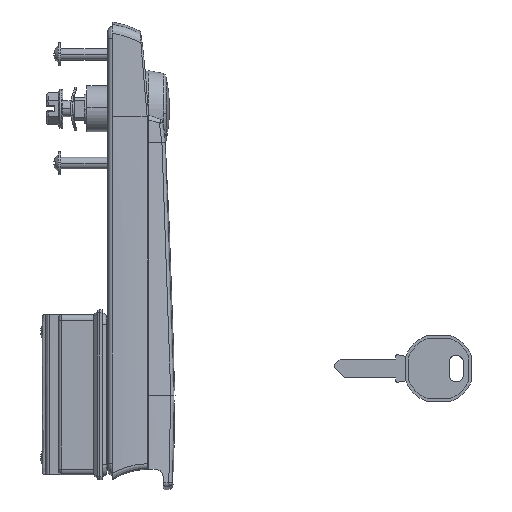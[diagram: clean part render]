
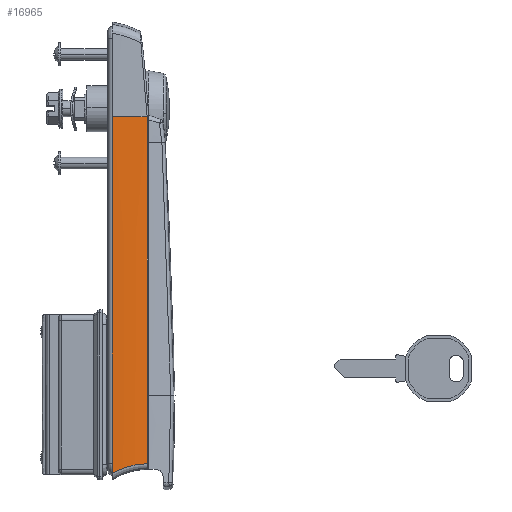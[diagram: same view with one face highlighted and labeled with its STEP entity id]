
A CAD part, left-side view. The second image highlights one B-rep face of the part: STEP entity #16965.
In plain terms, the highlighted free-form (B-spline) face has degree [3, 3] with [4, 4] control points.
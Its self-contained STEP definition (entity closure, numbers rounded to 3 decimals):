
#12515=CARTESIAN_POINT('',(-12.188,15.946,-124.013));
#12516=VERTEX_POINT('',#12515);
#12628=CARTESIAN_POINT('',(-12.188,15.803,-2.741));
#12629=VERTEX_POINT('',#12628);
#12665=CARTESIAN_POINT('',(-12.188,15.803,-2.741));
#12666=VERTEX_POINT('',#12665);
#12676=CARTESIAN_POINT('',(-12.188,15.803,-2.741));
#12677=CARTESIAN_POINT('',(-12.188,15.803,-2.741));
#12678=CARTESIAN_POINT('',(-12.188,15.803,-2.741));
#12679=CARTESIAN_POINT('',(-12.188,15.803,-2.741));
#12680=B_SPLINE_CURVE_WITH_KNOTS('',3,(#12676,#12677,#12678,#12679),.UNSPECIFIED.,.T.,.U.,(4,4),(0.012,1.0),.UNSPECIFIED.);
#12681=EDGE_CURVE('',#12629,#12666,#12680,.T.);
#12706=CARTESIAN_POINT('',(-12.188,15.946,-124.013));
#12707=CARTESIAN_POINT('',(-12.188,15.803,-2.741));
#12708=QUASI_UNIFORM_CURVE('',1,(#12706,#12707),.UNSPECIFIED.,.F.,.U.);
#12709=EDGE_CURVE('',#12516,#12629,#12708,.T.);
#13015=CARTESIAN_POINT('',(0.,17.197,-127.378));
#13016=VERTEX_POINT('',#13015);
#13017=CARTESIAN_POINT('',(0.,17.197,-127.378));
#13018=CARTESIAN_POINT('',(-0.117,17.193,-127.313));
#13019=CARTESIAN_POINT('',(-0.235,17.189,-127.249));
#13020=CARTESIAN_POINT('',(-0.47,17.179,-127.123));
#13021=CARTESIAN_POINT('',(-0.825,17.164,-126.937));
#13022=CARTESIAN_POINT('',(-1.423,17.136,-126.639));
#13023=CARTESIAN_POINT('',(-1.908,17.109,-126.416));
#13024=CARTESIAN_POINT('',(-2.397,17.08,-126.2));
#13025=CARTESIAN_POINT('',(-2.643,17.065,-126.095));
#13026=CARTESIAN_POINT('',(-3.88,16.981,-125.592));
#13027=CARTESIAN_POINT('',(-4.888,16.897,-125.25));
#13028=CARTESIAN_POINT('',(-6.427,16.743,-124.826));
#13029=CARTESIAN_POINT('',(-6.945,16.686,-124.7));
#13030=CARTESIAN_POINT('',(-7.984,16.564,-124.48));
#13031=CARTESIAN_POINT('',(-8.506,16.499,-124.385));
#13032=CARTESIAN_POINT('',(-9.554,16.357,-124.226));
#13033=CARTESIAN_POINT('',(-10.081,16.282,-124.161));
#13034=CARTESIAN_POINT('',(-11.134,16.121,-124.064));
#13035=CARTESIAN_POINT('',(-11.661,16.036,-124.031));
#13036=CARTESIAN_POINT('',(-12.188,15.946,-124.013));
#13037=B_SPLINE_CURVE_WITH_KNOTS('',3,(#13017,#13018,#13019,#13020,#13021,#13022,#13023,#13024,#13025,#13026,#13027,#13028,#13029,#13030,#13031,#13032,#13033,#13034,#13035,#13036),.UNSPECIFIED.,.F.,.U.,(4,2,1,1,2,2,2,2,2,2,4),(0.0,0.031,0.063,0.125,0.187,0.25,0.5,0.625,0.75,0.875,1.0),.UNSPECIFIED.);
#13038=EDGE_CURVE('',#13016,#12516,#13037,.T.);
#16876=CARTESIAN_POINT('',(0.,17.05,-2.741));
#16877=VERTEX_POINT('',#16876);
#16878=CARTESIAN_POINT('',(0.,17.05,-2.741));
#16879=CARTESIAN_POINT('',(-4.084,16.906,-2.741));
#16880=CARTESIAN_POINT('',(-8.159,16.489,-2.741));
#16881=CARTESIAN_POINT('',(-12.188,15.803,-2.741));
#16882=B_SPLINE_CURVE_WITH_KNOTS('',3,(#16878,#16879,#16880,#16881),.UNSPECIFIED.,.F.,.U.,(4,4),(0.0,0.967),.UNSPECIFIED.);
#16883=EDGE_CURVE('',#16877,#12666,#16882,.T.);
#16937=CARTESIAN_POINT('',(0.,17.05,-2.741));
#16938=CARTESIAN_POINT('',(-4.085,16.906,-2.741));
#16939=CARTESIAN_POINT('',(-8.159,16.489,-2.741));
#16940=CARTESIAN_POINT('',(-12.188,15.803,-2.741));
#16941=CARTESIAN_POINT('',(0.,17.099,-44.536));
#16942=CARTESIAN_POINT('',(-4.085,16.955,-44.536));
#16943=CARTESIAN_POINT('',(-8.159,16.538,-44.536));
#16944=CARTESIAN_POINT('',(-12.188,15.852,-44.536));
#16945=CARTESIAN_POINT('',(0.,17.149,-86.331));
#16946=CARTESIAN_POINT('',(-4.085,17.004,-86.331));
#16947=CARTESIAN_POINT('',(-8.159,16.587,-86.331));
#16948=CARTESIAN_POINT('',(-12.188,15.902,-86.331));
#16949=CARTESIAN_POINT('',(0.,17.198,-128.126));
#16950=CARTESIAN_POINT('',(-4.085,17.054,-128.126));
#16951=CARTESIAN_POINT('',(-8.159,16.637,-128.126));
#16952=CARTESIAN_POINT('',(-12.188,15.951,-128.126));
#16953=B_SPLINE_SURFACE_WITH_KNOTS('',3,3,((#16937,#16941,#16945,#16949),(#16938,#16942,#16946,#16950),(#16939,#16943,#16947,#16951),(#16940,#16944,#16948,#16952)),.UNSPECIFIED.,.F.,.F.,.U.,(4,4),(4,4),(0.0,12.261),(0.0,125.385),.UNSPECIFIED.);
#16954=ORIENTED_EDGE('',*,*,#12709,.T.);
#16955=ORIENTED_EDGE('',*,*,#12681,.T.);
#16956=ORIENTED_EDGE('',*,*,#16883,.F.);
#16957=CARTESIAN_POINT('',(0.,17.05,-2.741));
#16958=CARTESIAN_POINT('',(0.,17.197,-127.378));
#16959=B_SPLINE_CURVE_WITH_KNOTS('',1,(#16957,#16958),.UNSPECIFIED.,.F.,.U.,(2,2),(0.0,0.982),.UNSPECIFIED.);
#16960=EDGE_CURVE('',#16877,#13016,#16959,.T.);
#16961=ORIENTED_EDGE('',*,*,#16960,.T.);
#16962=ORIENTED_EDGE('',*,*,#13038,.T.);
#16963=EDGE_LOOP('',(#16954,#16955,#16956,#16961,#16962));
#16964=FACE_OUTER_BOUND('',#16963,.T.);
#16965=ADVANCED_FACE('',(#16964),#16953,.F.);
